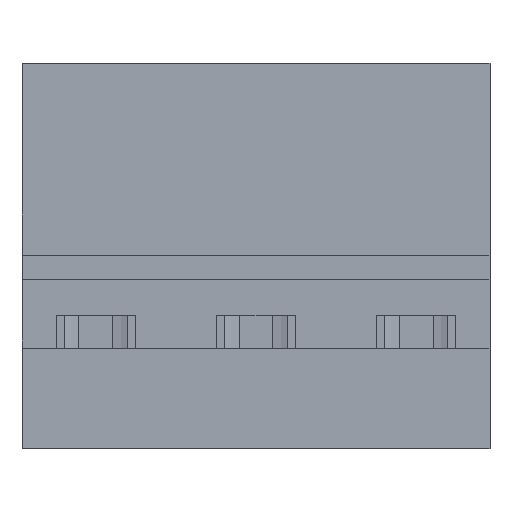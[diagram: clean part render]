
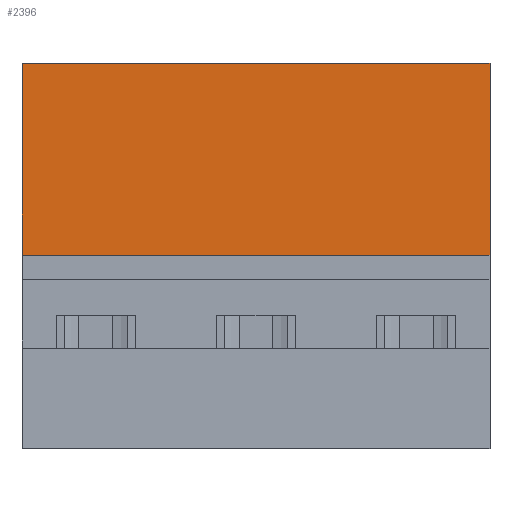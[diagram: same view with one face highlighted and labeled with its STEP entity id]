
A CAD part, top view. The second image highlights one B-rep face of the part: STEP entity #2396.
In plain terms, the highlighted planar face has unit normal (0, 0, 1).
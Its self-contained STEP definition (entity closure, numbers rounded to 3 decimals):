
#2209=AXIS2_PLACEMENT_3D('Plane Axis2P3D',#2206,#2207,#2208) ;
#348=CARTESIAN_POINT('Vertex',(0.,6.02,9.18)) ;
#351=CARTESIAN_POINT('Line Origine',(0.,9.01,9.18)) ;
#355=CARTESIAN_POINT('Vertex',(0.,12.,9.18)) ;
#2132=CARTESIAN_POINT('Line Origine',(7.3,6.02,9.18)) ;
#2136=CARTESIAN_POINT('Vertex',(14.6,6.02,9.18)) ;
#2206=CARTESIAN_POINT('Axis2P3D Location',(0.,3.12,9.18)) ;
#2378=CARTESIAN_POINT('Line Origine',(14.6,9.01,9.18)) ;
#2382=CARTESIAN_POINT('Vertex',(14.6,12.,9.18)) ;
#2385=CARTESIAN_POINT('Line Origine',(7.3,12.,9.18)) ;
#352=DIRECTION('Vector Direction',(0.,-1.,0.)) ;
#2133=DIRECTION('Vector Direction',(1.,0.,0.)) ;
#2207=DIRECTION('Axis2P3D Direction',(0.,0.,-1.)) ;
#2208=DIRECTION('Axis2P3D XDirection',(0.,1.,0.)) ;
#2379=DIRECTION('Vector Direction',(0.,1.,0.)) ;
#2386=DIRECTION('Vector Direction',(1.,0.,0.)) ;
#353=VECTOR('Line Direction',#352,1.) ;
#2134=VECTOR('Line Direction',#2133,1.) ;
#2380=VECTOR('Line Direction',#2379,1.) ;
#2387=VECTOR('Line Direction',#2386,1.) ;
#2391=ORIENTED_EDGE('',*,*,#2384,.T.) ;
#2392=ORIENTED_EDGE('',*,*,#2389,.F.) ;
#2393=ORIENTED_EDGE('',*,*,#357,.T.) ;
#2394=ORIENTED_EDGE('',*,*,#2138,.T.) ;
#2396=ADVANCED_FACE('Housing',(#2395),#2210,.F.) ;
#357=EDGE_CURVE('',#356,#349,#354,.T.) ;
#2138=EDGE_CURVE('',#349,#2137,#2135,.T.) ;
#2384=EDGE_CURVE('',#2137,#2383,#2381,.T.) ;
#2389=EDGE_CURVE('',#356,#2383,#2388,.T.) ;
#2390=EDGE_LOOP('',(#2391,#2392,#2393,#2394)) ;
#2395=FACE_OUTER_BOUND('',#2390,.T.) ;
#354=LINE('Line',#351,#353) ;
#2135=LINE('Line',#2132,#2134) ;
#2381=LINE('Line',#2378,#2380) ;
#2388=LINE('Line',#2385,#2387) ;
#2210=PLANE('',#2209) ;
#349=VERTEX_POINT('',#348) ;
#356=VERTEX_POINT('',#355) ;
#2137=VERTEX_POINT('',#2136) ;
#2383=VERTEX_POINT('',#2382) ;
